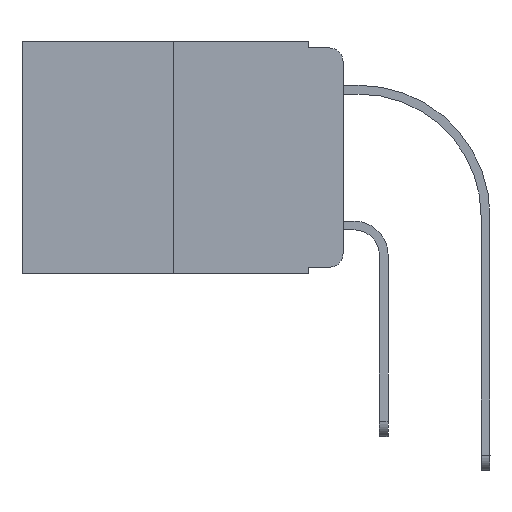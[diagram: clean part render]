
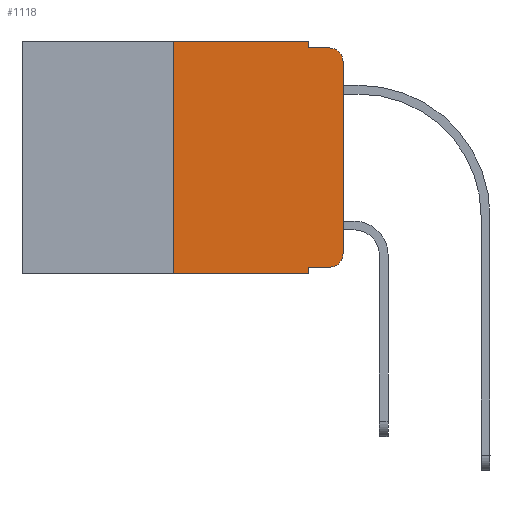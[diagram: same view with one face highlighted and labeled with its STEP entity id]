
A CAD part, left-side view. The second image highlights one B-rep face of the part: STEP entity #1118.
In plain terms, the highlighted planar face has unit normal (-1, 0, 0).
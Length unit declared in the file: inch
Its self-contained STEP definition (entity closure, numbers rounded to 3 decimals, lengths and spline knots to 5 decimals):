
#207 = EDGE_CURVE ( 'NONE', #26822, #10553, #18689, .T. ) ;
#1118 = ADVANCED_FACE ( 'NONE', ( #12727 ), #16826, .F. ) ;
#2228 = CARTESIAN_POINT ( 'NONE',  ( 0., 0.051, 0. ) ) ;
#2282 = ORIENTED_EDGE ( 'NONE', *, *, #23361, .F. ) ;
#2325 = LINE ( 'NONE', #23199, #9205 ) ;
#2435 = AXIS2_PLACEMENT_3D ( 'NONE', #17694, #2831, #21269 ) ;
#2788 = CARTESIAN_POINT ( 'NONE',  ( 0., 0.25, 0. ) ) ;
#2831 = DIRECTION ( 'NONE',  ( -1., 0., 0. ) ) ;
#3830 = VERTEX_POINT ( 'NONE', #16671 ) ;
#4383 = LINE ( 'NONE', #2228, #19935 ) ;
#5169 = VERTEX_POINT ( 'NONE', #26510 ) ;
#6074 = CARTESIAN_POINT ( 'NONE',  ( 0., 0.051, -0.01 ) ) ;
#6094 = AXIS2_PLACEMENT_3D ( 'NONE', #10246, #8071, #21059 ) ;
#6788 = CIRCLE ( 'NONE', #19056, 0.02 ) ;
#7108 = DIRECTION ( 'NONE',  ( 0., -1., 0. ) ) ;
#8071 = DIRECTION ( 'NONE',  ( 1., 0., 0. ) ) ;
#8228 = ORIENTED_EDGE ( 'NONE', *, *, #10355, .T. ) ;
#8540 = CARTESIAN_POINT ( 'NONE',  ( 0., 0., 0. ) ) ;
#8676 = CARTESIAN_POINT ( 'NONE',  ( 0., 0.02, -0.333 ) ) ;
#9205 = VECTOR ( 'NONE', #15128, 39.37008 ) ;
#9234 = CARTESIAN_POINT ( 'NONE',  ( 0., 0.25, 0. ) ) ;
#9324 = LINE ( 'NONE', #17683, #15539 ) ;
#9475 = VERTEX_POINT ( 'NONE', #2788 ) ;
#9607 = ORIENTED_EDGE ( 'NONE', *, *, #21941, .T. ) ;
#9837 = VERTEX_POINT ( 'NONE', #18751 ) ;
#10246 = CARTESIAN_POINT ( 'NONE',  ( 0., 0.473, 0. ) ) ;
#10330 = ORIENTED_EDGE ( 'NONE', *, *, #207, .T. ) ;
#10355 = EDGE_CURVE ( 'NONE', #9837, #24718, #16924, .T. ) ;
#10547 = CARTESIAN_POINT ( 'NONE',  ( 0., 0.25, -0.343 ) ) ;
#10553 = VERTEX_POINT ( 'NONE', #12329 ) ;
#10614 = CARTESIAN_POINT ( 'NONE',  ( 0., 0.051, -0.333 ) ) ;
#10693 = ORIENTED_EDGE ( 'NONE', *, *, #19341, .F. ) ;
#11028 = DIRECTION ( 'NONE',  ( 0., 0., 1. ) ) ;
#11289 = LINE ( 'NONE', #9234, #18203 ) ;
#11414 = VECTOR ( 'NONE', #19088, 39.37008 ) ;
#11676 = CARTESIAN_POINT ( 'NONE',  ( 0., 0.051, -0.01 ) ) ;
#12059 = CARTESIAN_POINT ( 'NONE',  ( 0., 0., -0.313 ) ) ;
#12329 = CARTESIAN_POINT ( 'NONE',  ( 0., 0., -0.03 ) ) ;
#12727 = FACE_OUTER_BOUND ( 'NONE', #21195, .T. ) ;
#12958 = CARTESIAN_POINT ( 'NONE',  ( 0., 0.02, -0.01 ) ) ;
#13663 = LINE ( 'NONE', #15319, #17323 ) ;
#13719 = CIRCLE ( 'NONE', #2435, 0.02 ) ;
#14384 = EDGE_CURVE ( 'NONE', #9475, #5169, #13663, .T. ) ;
#14637 = EDGE_CURVE ( 'NONE', #9837, #3830, #4383, .T. ) ;
#14989 = DIRECTION ( 'NONE',  ( 0., -1., 0. ) ) ;
#15111 = DIRECTION ( 'NONE',  ( -1., 0., 0. ) ) ;
#15128 = DIRECTION ( 'NONE',  ( 0., 0., -1. ) ) ;
#15319 = CARTESIAN_POINT ( 'NONE',  ( 0., 0.473, 0. ) ) ;
#15322 = VERTEX_POINT ( 'NONE', #10547 ) ;
#15539 = VECTOR ( 'NONE', #24090, 39.37008 ) ;
#16671 = CARTESIAN_POINT ( 'NONE',  ( 0., 0.051, -0.343 ) ) ;
#16731 = ORIENTED_EDGE ( 'NONE', *, *, #14384, .F. ) ;
#16826 = PLANE ( 'NONE',  #6094 ) ;
#16924 = LINE ( 'NONE', #10614, #18967 ) ;
#17323 = VECTOR ( 'NONE', #7108, 39.37008 ) ;
#17569 = DIRECTION ( 'NONE',  ( 0., 0., -1. ) ) ;
#17683 = CARTESIAN_POINT ( 'NONE',  ( 0., 0.473, -0.343 ) ) ;
#17694 = CARTESIAN_POINT ( 'NONE',  ( 0., 0.02, -0.313 ) ) ;
#17966 = DIRECTION ( 'NONE',  ( 0., -1., 0. ) ) ;
#17990 = ORIENTED_EDGE ( 'NONE', *, *, #25606, .F. ) ;
#18203 = VECTOR ( 'NONE', #11028, 39.37008 ) ;
#18689 = LINE ( 'NONE', #8540, #11414 ) ;
#18751 = CARTESIAN_POINT ( 'NONE',  ( 0., 0.051, -0.333 ) ) ;
#18967 = VECTOR ( 'NONE', #14989, 39.37008 ) ;
#19056 = AXIS2_PLACEMENT_3D ( 'NONE', #21926, #15111, #17569 ) ;
#19088 = DIRECTION ( 'NONE',  ( 0., 0., 1. ) ) ;
#19263 = ORIENTED_EDGE ( 'NONE', *, *, #23216, .T. ) ;
#19341 = EDGE_CURVE ( 'NONE', #5169, #26282, #2325, .T. ) ;
#19935 = VECTOR ( 'NONE', #23224, 39.37008 ) ;
#21059 = DIRECTION ( 'NONE',  ( 0., 0., -1. ) ) ;
#21195 = EDGE_LOOP ( 'NONE', ( #10330, #19263, #2282, #10693, #16731, #17990, #21706, #22329, #8228, #9607 ) ) ;
#21269 = DIRECTION ( 'NONE',  ( 0., 0., -1. ) ) ;
#21383 = VERTEX_POINT ( 'NONE', #12958 ) ;
#21706 = ORIENTED_EDGE ( 'NONE', *, *, #24857, .T. ) ;
#21926 = CARTESIAN_POINT ( 'NONE',  ( 0., 0.02, -0.03 ) ) ;
#21941 = EDGE_CURVE ( 'NONE', #24718, #26822, #13719, .T. ) ;
#22329 = ORIENTED_EDGE ( 'NONE', *, *, #14637, .F. ) ;
#23199 = CARTESIAN_POINT ( 'NONE',  ( 0., 0.051, 0. ) ) ;
#23216 = EDGE_CURVE ( 'NONE', #10553, #21383, #6788, .T. ) ;
#23224 = DIRECTION ( 'NONE',  ( 0., 0., -1. ) ) ;
#23361 = EDGE_CURVE ( 'NONE', #26282, #21383, #24381, .T. ) ;
#24090 = DIRECTION ( 'NONE',  ( 0., -1., 0. ) ) ;
#24381 = LINE ( 'NONE', #11676, #25563 ) ;
#24718 = VERTEX_POINT ( 'NONE', #8676 ) ;
#24857 = EDGE_CURVE ( 'NONE', #15322, #3830, #9324, .T. ) ;
#25563 = VECTOR ( 'NONE', #17966, 39.37008 ) ;
#25606 = EDGE_CURVE ( 'NONE', #15322, #9475, #11289, .T. ) ;
#26282 = VERTEX_POINT ( 'NONE', #6074 ) ;
#26510 = CARTESIAN_POINT ( 'NONE',  ( 0., 0.051, 0. ) ) ;
#26822 = VERTEX_POINT ( 'NONE', #12059 ) ;
